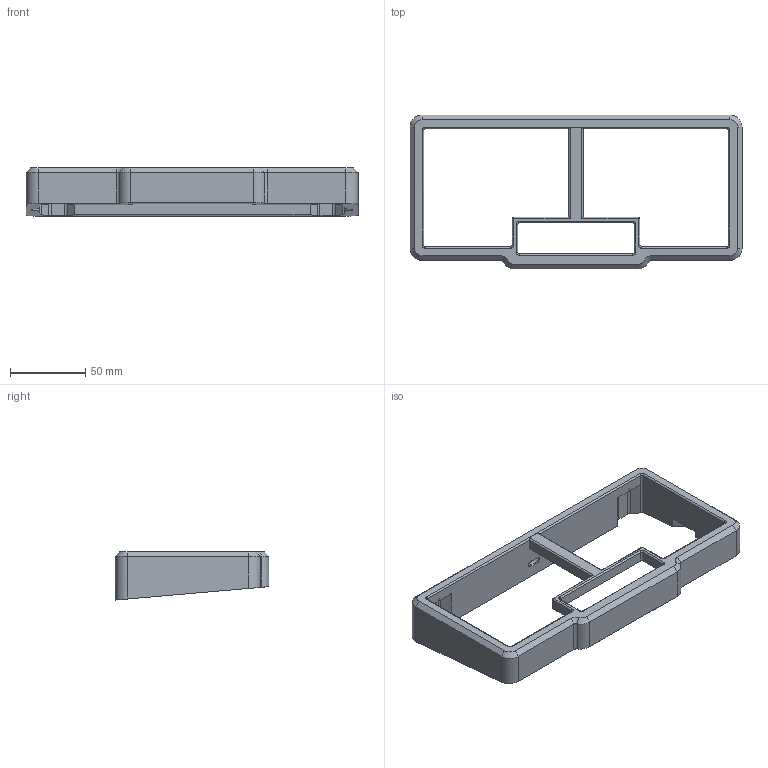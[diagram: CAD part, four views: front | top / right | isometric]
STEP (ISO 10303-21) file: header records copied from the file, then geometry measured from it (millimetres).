
FILE_DESCRIPTION(/* description */ (''),/* implementation_level */ '2;1');
FILE_NAME(/* name */ 'symmetric_cutiepie_4u_top_ortho_blocker_v1.step',/* time_stamp */ '2023-12-10T18:29:49-05:00',/* author */ (''),/* organization */ (''),/* preprocessor_version */ 'ST-DEVELOPER v20',/* originating_system */ 'Autodesk Translation Framework v12.14.0.127',/* authorisation */ '');
FILE_SCHEMA (('AUTOMOTIVE_DESIGN { 1 0 10303 214 3 1 1 }'));
Length unit declared in the file: millimetre
Products named in the file (1): symmetric_cutiepie_4u_top
Bounding box: 220.03 x 101.92 x 31.92 mm (x, y, z)
Volume: 145399.4 mm3; surface area: 47989.6 mm2
Topology: 1 solids, 1 shells, 190 faces, 495 edges, 311 vertices
Faces by surface type: cylinder 81, plane 79, torus 14, cone 14, sphere 2
Full cylindrical faces by diameter (mm): 2.8 x6, 3.2 x6
Entity records: 5856 total; most frequent: DIRECTION 1052, CARTESIAN_POINT 1018, ORIENTED_EDGE 978, EDGE_CURVE 489, AXIS2_PLACEMENT_3D 373, VERTEX_POINT 311, LINE 306, VECTOR 306
